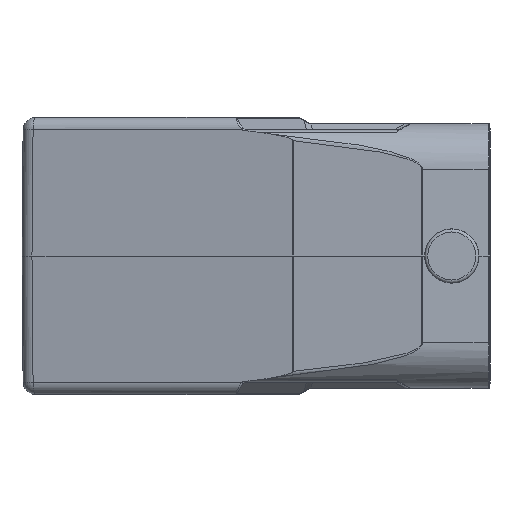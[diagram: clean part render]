
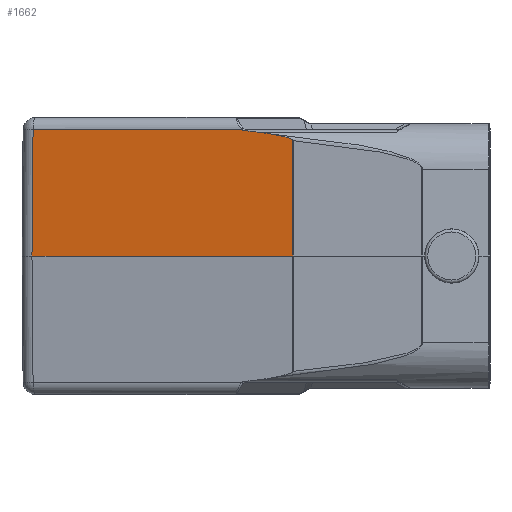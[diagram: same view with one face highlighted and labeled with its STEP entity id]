
A CAD part, left-side view. The second image highlights one B-rep face of the part: STEP entity #1662.
In plain terms, the highlighted planar face has unit normal (-0.982, 0.191, 0.009).
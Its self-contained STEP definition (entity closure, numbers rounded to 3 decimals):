
#325=B_SPLINE_CURVE_WITH_KNOTS('',3,(#17853,#17854,#17855,#17856,#17857,
#17858,#17859,#17860,#17861,#17862),.UNSPECIFIED.,.F.,.F.,(4,3,3,4),(0.,
0.078,0.383,1.),.UNSPECIFIED.);
#1100=FACE_OUTER_BOUND('',#2723,.T.);
#1662=ADVANCED_FACE('',(#1100),#1890,.T.);
#1890=PLANE('',#10443);
#2059=ELLIPSE('',#10424,39.308,7.5);
#2066=ELLIPSE('',#10441,10.482,2.);
#2723=EDGE_LOOP('',(#5713,#5714,#5715,#5716,#5717,#5718,#5719,#5720));
#5713=ORIENTED_EDGE('',*,*,#7893,.F.);
#5714=ORIENTED_EDGE('',*,*,#7890,.T.);
#5715=ORIENTED_EDGE('',*,*,#7886,.F.);
#5716=ORIENTED_EDGE('',*,*,#7855,.T.);
#5717=ORIENTED_EDGE('',*,*,#7846,.T.);
#5718=ORIENTED_EDGE('',*,*,#7843,.T.);
#5719=ORIENTED_EDGE('',*,*,#7959,.T.);
#5720=ORIENTED_EDGE('',*,*,#7978,.T.);
#6555=VERTEX_POINT('',#17863);
#6556=VERTEX_POINT('',#17864);
#6557=VERTEX_POINT('',#17929);
#6563=VERTEX_POINT('',#17947);
#6573=VERTEX_POINT('',#18093);
#6574=VERTEX_POINT('',#18099);
#6577=VERTEX_POINT('',#18107);
#6614=VERTEX_POINT('',#18294);
#7843=EDGE_CURVE('',#6555,#6556,#325,.T.);
#7846=EDGE_CURVE('',#6557,#6555,#8671,.T.);
#7855=EDGE_CURVE('',#6563,#6557,#8676,.T.);
#7886=EDGE_CURVE('',#6563,#6573,#8686,.T.);
#7890=EDGE_CURVE('',#6574,#6573,#8687,.T.);
#7893=EDGE_CURVE('',#6574,#6577,#8689,.T.);
#7959=EDGE_CURVE('',#6556,#6614,#2059,.T.);
#7978=EDGE_CURVE('',#6614,#6577,#2066,.T.);
#8671=LINE('',#17928,#9410);
#8676=LINE('',#17946,#9415);
#8686=LINE('',#18092,#9425);
#8687=LINE('',#18100,#9426);
#8689=LINE('',#18106,#9428);
#9410=VECTOR('',#12796,1.);
#9415=VECTOR('',#12815,1.);
#9425=VECTOR('',#12887,1.);
#9426=VECTOR('',#12898,1.);
#9428=VECTOR('',#12904,1.);
#10424=AXIS2_PLACEMENT_3D('',#18295,#13059,#13060);
#10441=AXIS2_PLACEMENT_3D('',#18358,#13102,#13103);
#10443=AXIS2_PLACEMENT_3D('',#18360,#13106,#13107);
#12796=DIRECTION('',(0.009,-0.001,1.));
#12815=DIRECTION('',(-0.191,-0.982,0.));
#12887=DIRECTION('',(0.007,-0.009,1.));
#12898=DIRECTION('',(0.191,0.982,0.));
#12904=DIRECTION('',(-0.13,-0.634,-0.763));
#13059=DIRECTION('',(-0.982,0.191,0.009));
#13060=DIRECTION('',(0.191,0.982,-0.002));
#13102=DIRECTION('',(-0.982,0.191,0.009));
#13103=DIRECTION('',(0.191,0.982,-0.002));
#13106=DIRECTION('',(-0.982,0.191,0.009));
#13107=DIRECTION('',(-0.191,-0.982,0.));
#17853=CARTESIAN_POINT('',(-44.58,0.024,18.83));
#17854=CARTESIAN_POINT('',(-44.566,0.091,18.904));
#17855=CARTESIAN_POINT('',(-44.548,0.182,18.952));
#17856=CARTESIAN_POINT('',(-44.53,0.271,18.996));
#17857=CARTESIAN_POINT('',(-44.461,0.618,19.168));
#17858=CARTESIAN_POINT('',(-44.387,0.998,19.267));
#17859=CARTESIAN_POINT('',(-44.313,1.373,19.362));
#17860=CARTESIAN_POINT('',(-44.164,2.132,19.555));
#17861=CARTESIAN_POINT('',(-44.012,2.904,19.694));
#17862=CARTESIAN_POINT('',(-43.861,3.676,19.818));
#17863=CARTESIAN_POINT('',(-44.58,0.024,18.83));
#17864=CARTESIAN_POINT('',(-43.861,3.676,19.818));
#17928=CARTESIAN_POINT('',(-44.743,0.048,-0.003));
#17929=CARTESIAN_POINT('',(-44.743,0.048,0.));
#17946=CARTESIAN_POINT('',(-36.514,42.382,0.));
#17947=CARTESIAN_POINT('',(-36.514,42.382,0.));
#18092=CARTESIAN_POINT('',(-36.511,42.379,0.362));
#18093=CARTESIAN_POINT('',(-36.366,42.203,20.517));
#18099=CARTESIAN_POINT('',(-42.957,8.295,20.517));
#18100=CARTESIAN_POINT('',(-42.957,8.295,20.517));
#18106=CARTESIAN_POINT('',(-43.2,7.109,19.091));
#18107=CARTESIAN_POINT('',(-42.981,8.178,20.377));
#18294=CARTESIAN_POINT('',(-43.44,5.83,20.136));
#18295=CARTESIAN_POINT('',(-39.128,28.295,14.));
#18358=CARTESIAN_POINT('',(-42.29,11.82,18.5));
#18360=CARTESIAN_POINT('',(-46.119,-7.035,0.));
